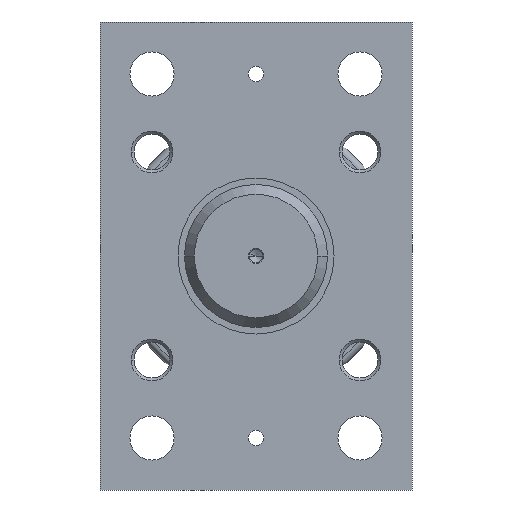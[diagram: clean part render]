
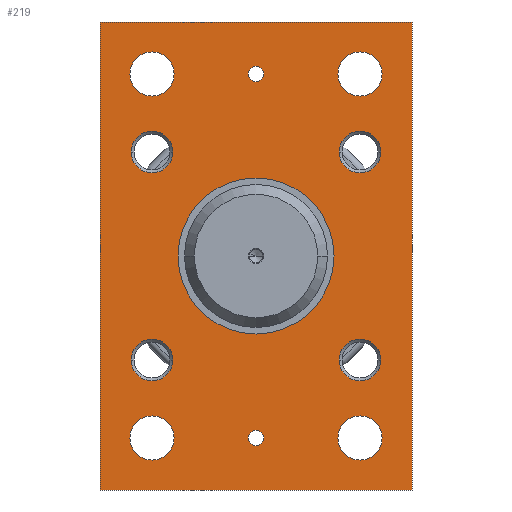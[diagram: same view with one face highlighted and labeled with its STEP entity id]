
A CAD part, left-side view. The second image highlights one B-rep face of the part: STEP entity #219.
In plain terms, the highlighted planar face has unit normal (-1, 0, 0).
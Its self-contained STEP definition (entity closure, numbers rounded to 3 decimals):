
#219=ADVANCED_FACE('',(#466,#467,#468,#469,#470,#471,#472,#473,#474,#475,#476,#477),#478,.F.);
#466=FACE_BOUND('',#732,.T.);
#467=FACE_BOUND('',#733,.T.);
#468=FACE_BOUND('',#734,.T.);
#469=FACE_BOUND('',#735,.T.);
#470=FACE_BOUND('',#736,.T.);
#471=FACE_BOUND('',#737,.T.);
#472=FACE_BOUND('',#738,.T.);
#473=FACE_BOUND('',#739,.T.);
#474=FACE_BOUND('',#740,.T.);
#475=FACE_BOUND('',#741,.T.);
#476=FACE_BOUND('',#742,.T.);
#477=FACE_OUTER_BOUND('',#743,.T.);
#478=PLANE('',#744);
#732=EDGE_LOOP('',(#1297,#1298));
#733=EDGE_LOOP('',(#1299,#1300));
#734=EDGE_LOOP('',(#1301,#1302));
#735=EDGE_LOOP('',(#1303,#1304));
#736=EDGE_LOOP('',(#1305,#1306));
#737=EDGE_LOOP('',(#1307,#1308));
#738=EDGE_LOOP('',(#1309,#1310));
#739=EDGE_LOOP('',(#1311,#1312));
#740=EDGE_LOOP('',(#1313,#1314));
#741=EDGE_LOOP('',(#1315,#1316));
#742=EDGE_LOOP('',(#1317,#1318));
#743=EDGE_LOOP('',(#1319,#1320,#1321,#1322));
#744=AXIS2_PLACEMENT_3D('',#1323,#1324,#1325);
#1297=ORIENTED_EDGE('',*,*,#1697,.T.);
#1298=ORIENTED_EDGE('',*,*,#1604,.T.);
#1299=ORIENTED_EDGE('',*,*,#1698,.T.);
#1300=ORIENTED_EDGE('',*,*,#1662,.T.);
#1301=ORIENTED_EDGE('',*,*,#1601,.T.);
#1302=ORIENTED_EDGE('',*,*,#1575,.T.);
#1303=ORIENTED_EDGE('',*,*,#1699,.T.);
#1304=ORIENTED_EDGE('',*,*,#1589,.T.);
#1305=ORIENTED_EDGE('',*,*,#1623,.T.);
#1306=ORIENTED_EDGE('',*,*,#1700,.T.);
#1307=ORIENTED_EDGE('',*,*,#1666,.T.);
#1308=ORIENTED_EDGE('',*,*,#1701,.T.);
#1309=ORIENTED_EDGE('',*,*,#1682,.T.);
#1310=ORIENTED_EDGE('',*,*,#1677,.T.);
#1311=ORIENTED_EDGE('',*,*,#1670,.T.);
#1312=ORIENTED_EDGE('',*,*,#1702,.T.);
#1313=ORIENTED_EDGE('',*,*,#1691,.T.);
#1314=ORIENTED_EDGE('',*,*,#1609,.T.);
#1315=ORIENTED_EDGE('',*,*,#1614,.T.);
#1316=ORIENTED_EDGE('',*,*,#1703,.T.);
#1317=ORIENTED_EDGE('',*,*,#1680,.T.);
#1318=ORIENTED_EDGE('',*,*,#1514,.T.);
#1319=ORIENTED_EDGE('',*,*,#1704,.T.);
#1320=ORIENTED_EDGE('',*,*,#1519,.T.);
#1321=ORIENTED_EDGE('',*,*,#1479,.T.);
#1322=ORIENTED_EDGE('',*,*,#1689,.T.);
#1323=CARTESIAN_POINT('',(-20.0,0.0,0.0));
#1324=DIRECTION('',(1.0,0.0,0.));
#1325=DIRECTION('',(0.,0.0,-1.0));
#1479=EDGE_CURVE('',#1747,#1745,#1748,.T.);
#1514=EDGE_CURVE('',#1801,#1803,#1805,.T.);
#1519=EDGE_CURVE('',#1810,#1747,#1811,.T.);
#1575=EDGE_CURVE('',#1911,#1909,#1912,.T.);
#1589=EDGE_CURVE('',#1931,#1929,#1932,.T.);
#1601=EDGE_CURVE('',#1909,#1911,#1947,.T.);
#1604=EDGE_CURVE('',#1951,#1949,#1952,.T.);
#1609=EDGE_CURVE('',#1955,#1957,#1959,.T.);
#1614=EDGE_CURVE('',#1965,#1963,#1966,.T.);
#1623=EDGE_CURVE('',#1978,#1976,#1979,.T.);
#1662=EDGE_CURVE('',#2026,#2024,#2027,.T.);
#1666=EDGE_CURVE('',#2032,#2030,#2033,.T.);
#1670=EDGE_CURVE('',#2038,#2036,#2039,.T.);
#1677=EDGE_CURVE('',#2044,#2046,#2048,.T.);
#1680=EDGE_CURVE('',#1803,#1801,#2051,.T.);
#1682=EDGE_CURVE('',#2046,#2044,#2053,.T.);
#1689=EDGE_CURVE('',#1745,#2059,#2061,.T.);
#1691=EDGE_CURVE('',#1957,#1955,#2063,.T.);
#1697=EDGE_CURVE('',#1949,#1951,#2069,.T.);
#1698=EDGE_CURVE('',#2024,#2026,#2070,.T.);
#1699=EDGE_CURVE('',#1929,#1931,#2071,.T.);
#1700=EDGE_CURVE('',#1976,#1978,#2072,.T.);
#1701=EDGE_CURVE('',#2030,#2032,#2073,.T.);
#1702=EDGE_CURVE('',#2036,#2038,#2074,.T.);
#1703=EDGE_CURVE('',#1963,#1965,#2075,.T.);
#1704=EDGE_CURVE('',#2059,#1810,#2076,.T.);
#1745=VERTEX_POINT('',#2121);
#1747=VERTEX_POINT('',#2124);
#1748=LINE('',#2125,#2126);
#1801=VERTEX_POINT('',#2189);
#1803=VERTEX_POINT('',#2192);
#1805=CIRCLE('',#2195,30.0);
#1810=VERTEX_POINT('',#2200);
#1811=LINE('',#2201,#2202);
#1909=VERTEX_POINT('',#2312);
#1911=VERTEX_POINT('',#2315);
#1912=CIRCLE('',#2316,8.0);
#1929=VERTEX_POINT('',#2336);
#1931=VERTEX_POINT('',#2339);
#1932=CIRCLE('',#2340,8.0);
#1947=CIRCLE('',#2358,8.0);
#1949=VERTEX_POINT('',#2360);
#1951=VERTEX_POINT('',#2363);
#1952=CIRCLE('',#2364,8.0);
#1955=VERTEX_POINT('',#2368);
#1957=VERTEX_POINT('',#2371);
#1959=CIRCLE('',#2374,8.5);
#1963=VERTEX_POINT('',#2378);
#1965=VERTEX_POINT('',#2381);
#1966=CIRCLE('',#2382,8.5);
#1976=VERTEX_POINT('',#2395);
#1978=VERTEX_POINT('',#2398);
#1979=CIRCLE('',#2399,3.0);
#2024=VERTEX_POINT('',#2457);
#2026=VERTEX_POINT('',#2460);
#2027=CIRCLE('',#2461,8.0);
#2030=VERTEX_POINT('',#2465);
#2032=VERTEX_POINT('',#2468);
#2033=CIRCLE('',#2469,3.0);
#2036=VERTEX_POINT('',#2473);
#2038=VERTEX_POINT('',#2476);
#2039=CIRCLE('',#2477,8.5);
#2044=VERTEX_POINT('',#2483);
#2046=VERTEX_POINT('',#2486);
#2048=CIRCLE('',#2489,8.5);
#2051=CIRCLE('',#2492,30.0);
#2053=CIRCLE('',#2494,8.5);
#2059=VERTEX_POINT('',#2500);
#2061=LINE('',#2503,#2504);
#2063=CIRCLE('',#2506,8.5);
#2069=CIRCLE('',#2512,8.0);
#2070=CIRCLE('',#2513,8.0);
#2071=CIRCLE('',#2514,8.0);
#2072=CIRCLE('',#2515,3.0);
#2073=CIRCLE('',#2516,3.0);
#2074=CIRCLE('',#2517,8.5);
#2075=CIRCLE('',#2518,8.5);
#2076=LINE('',#2519,#2520);
#2121=CARTESIAN_POINT('',(-20.0,60.0,90.0));
#2124=CARTESIAN_POINT('',(-20.0,-60.0,90.0));
#2125=CARTESIAN_POINT('',(-20.0,0.0,90.0));
#2126=VECTOR('',#2558,1.0);
#2189=CARTESIAN_POINT('',(-20.0,0.,-30.0));
#2192=CARTESIAN_POINT('',(-20.0,0.,30.0));
#2195=AXIS2_PLACEMENT_3D('',#2616,#2617,#2618);
#2200=CARTESIAN_POINT('',(-20.0,-60.0,-90.0));
#2201=CARTESIAN_POINT('',(-20.0,-60.0,0.0));
#2202=VECTOR('',#2625,1.0);
#2312=CARTESIAN_POINT('',(-20.0,48.0,40.0));
#2315=CARTESIAN_POINT('',(-20.0,32.0,40.0));
#2316=AXIS2_PLACEMENT_3D('',#2744,#2745,#2746);
#2336=CARTESIAN_POINT('',(-20.0,-32.0,40.0));
#2339=CARTESIAN_POINT('',(-20.0,-48.0,40.0));
#2340=AXIS2_PLACEMENT_3D('',#2769,#2770,#2771);
#2358=AXIS2_PLACEMENT_3D('',#2790,#2791,#2792);
#2360=CARTESIAN_POINT('',(-20.0,48.0,-40.0));
#2363=CARTESIAN_POINT('',(-20.0,32.0,-40.0));
#2364=AXIS2_PLACEMENT_3D('',#2794,#2795,#2796);
#2368=CARTESIAN_POINT('',(-20.0,40.0,61.5));
#2371=CARTESIAN_POINT('',(-20.0,40.0,78.5));
#2374=AXIS2_PLACEMENT_3D('',#2800,#2801,#2802);
#2378=CARTESIAN_POINT('',(-20.0,-40.0,61.5));
#2381=CARTESIAN_POINT('',(-20.0,-40.0,78.5));
#2382=AXIS2_PLACEMENT_3D('',#2807,#2808,#2809);
#2395=CARTESIAN_POINT('',(-20.0,0.,-73.0));
#2398=CARTESIAN_POINT('',(-20.0,0.,-67.0));
#2399=AXIS2_PLACEMENT_3D('',#2820,#2821,#2822);
#2457=CARTESIAN_POINT('',(-20.0,-32.0,-40.0));
#2460=CARTESIAN_POINT('',(-20.0,-48.0,-40.0));
#2461=AXIS2_PLACEMENT_3D('',#2870,#2871,#2872);
#2465=CARTESIAN_POINT('',(-20.0,0.,67.0));
#2468=CARTESIAN_POINT('',(-20.0,0.,73.0));
#2469=AXIS2_PLACEMENT_3D('',#2875,#2876,#2877);
#2473=CARTESIAN_POINT('',(-20.0,-40.0,-78.5));
#2476=CARTESIAN_POINT('',(-20.0,-40.0,-61.5));
#2477=AXIS2_PLACEMENT_3D('',#2880,#2881,#2882);
#2483=CARTESIAN_POINT('',(-20.0,40.0,-78.5));
#2486=CARTESIAN_POINT('',(-20.0,40.0,-61.5));
#2489=AXIS2_PLACEMENT_3D('',#2889,#2890,#2891);
#2492=AXIS2_PLACEMENT_3D('',#2892,#2893,#2894);
#2494=AXIS2_PLACEMENT_3D('',#2895,#2896,#2897);
#2500=CARTESIAN_POINT('',(-20.0,60.0,-90.0));
#2503=CARTESIAN_POINT('',(-20.0,60.0,0.0));
#2504=VECTOR('',#2905,1.0);
#2506=AXIS2_PLACEMENT_3D('',#2906,#2907,#2908);
#2512=AXIS2_PLACEMENT_3D('',#2909,#2910,#2911);
#2513=AXIS2_PLACEMENT_3D('',#2912,#2913,#2914);
#2514=AXIS2_PLACEMENT_3D('',#2915,#2916,#2917);
#2515=AXIS2_PLACEMENT_3D('',#2918,#2919,#2920);
#2516=AXIS2_PLACEMENT_3D('',#2921,#2922,#2923);
#2517=AXIS2_PLACEMENT_3D('',#2924,#2925,#2926);
#2518=AXIS2_PLACEMENT_3D('',#2927,#2928,#2929);
#2519=CARTESIAN_POINT('',(-20.0,0.0,-90.0));
#2520=VECTOR('',#2930,1.0);
#2558=DIRECTION('',(0.0,1.0,0.0));
#2616=CARTESIAN_POINT('',(-20.0,0.0,0.0));
#2617=DIRECTION('',(1.0,0.0,0.));
#2618=DIRECTION('',(0.,0.0,-1.0));
#2625=DIRECTION('',(0.,0.0,1.0));
#2744=CARTESIAN_POINT('',(-20.0,40.0,40.0));
#2745=DIRECTION('',(1.0,-0.0,0.));
#2746=DIRECTION('',(0.0,1.0,0.0));
#2769=CARTESIAN_POINT('',(-20.0,-40.0,40.0));
#2770=DIRECTION('',(1.0,-0.0,0.));
#2771=DIRECTION('',(0.0,1.0,0.0));
#2790=CARTESIAN_POINT('',(-20.0,40.0,40.0));
#2791=DIRECTION('',(1.0,-0.0,0.));
#2792=DIRECTION('',(0.0,1.0,0.0));
#2794=CARTESIAN_POINT('',(-20.0,40.0,-40.0));
#2795=DIRECTION('',(1.0,-0.0,0.));
#2796=DIRECTION('',(0.0,1.0,0.0));
#2800=CARTESIAN_POINT('',(-20.0,40.0,70.0));
#2801=DIRECTION('',(1.0,0.0,0.));
#2802=DIRECTION('',(0.,0.0,-1.0));
#2807=CARTESIAN_POINT('',(-20.0,-40.0,70.0));
#2808=DIRECTION('',(1.0,0.0,0.));
#2809=DIRECTION('',(0.,0.0,-1.0));
#2820=CARTESIAN_POINT('',(-20.0,0.0,-70.0));
#2821=DIRECTION('',(1.0,0.0,0.));
#2822=DIRECTION('',(0.,0.0,-1.0));
#2870=CARTESIAN_POINT('',(-20.0,-40.0,-40.0));
#2871=DIRECTION('',(1.0,-0.0,0.));
#2872=DIRECTION('',(0.0,1.0,0.0));
#2875=CARTESIAN_POINT('',(-20.0,0.0,70.0));
#2876=DIRECTION('',(1.0,0.0,0.));
#2877=DIRECTION('',(0.,0.0,-1.0));
#2880=CARTESIAN_POINT('',(-20.0,-40.0,-70.0));
#2881=DIRECTION('',(1.0,0.0,0.));
#2882=DIRECTION('',(0.,0.0,-1.0));
#2889=CARTESIAN_POINT('',(-20.0,40.0,-70.0));
#2890=DIRECTION('',(1.0,0.0,0.));
#2891=DIRECTION('',(0.,0.0,-1.0));
#2892=CARTESIAN_POINT('',(-20.0,0.0,0.0));
#2893=DIRECTION('',(1.0,0.0,0.));
#2894=DIRECTION('',(0.,0.0,-1.0));
#2895=CARTESIAN_POINT('',(-20.0,40.0,-70.0));
#2896=DIRECTION('',(1.0,0.0,0.));
#2897=DIRECTION('',(0.,0.0,-1.0));
#2905=DIRECTION('',(0.,0.0,-1.0));
#2906=CARTESIAN_POINT('',(-20.0,40.0,70.0));
#2907=DIRECTION('',(1.0,0.0,0.));
#2908=DIRECTION('',(0.,0.0,-1.0));
#2909=CARTESIAN_POINT('',(-20.0,40.0,-40.0));
#2910=DIRECTION('',(1.0,-0.0,0.));
#2911=DIRECTION('',(0.0,1.0,0.0));
#2912=CARTESIAN_POINT('',(-20.0,-40.0,-40.0));
#2913=DIRECTION('',(1.0,-0.0,0.));
#2914=DIRECTION('',(0.0,1.0,0.0));
#2915=CARTESIAN_POINT('',(-20.0,-40.0,40.0));
#2916=DIRECTION('',(1.0,-0.0,0.));
#2917=DIRECTION('',(0.0,1.0,0.0));
#2918=CARTESIAN_POINT('',(-20.0,0.0,-70.0));
#2919=DIRECTION('',(1.0,0.0,0.));
#2920=DIRECTION('',(0.,0.0,-1.0));
#2921=CARTESIAN_POINT('',(-20.0,0.0,70.0));
#2922=DIRECTION('',(1.0,0.0,0.));
#2923=DIRECTION('',(0.,0.0,-1.0));
#2924=CARTESIAN_POINT('',(-20.0,-40.0,-70.0));
#2925=DIRECTION('',(1.0,0.0,0.));
#2926=DIRECTION('',(0.,0.0,-1.0));
#2927=CARTESIAN_POINT('',(-20.0,-40.0,70.0));
#2928=DIRECTION('',(1.0,0.0,0.));
#2929=DIRECTION('',(0.,0.0,-1.0));
#2930=DIRECTION('',(0.0,-1.0,0.0));
